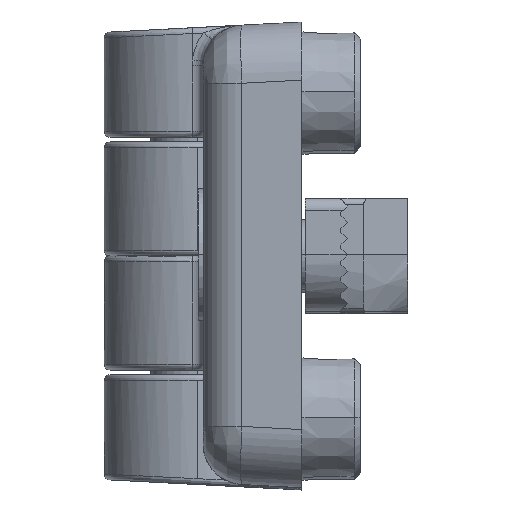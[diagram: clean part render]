
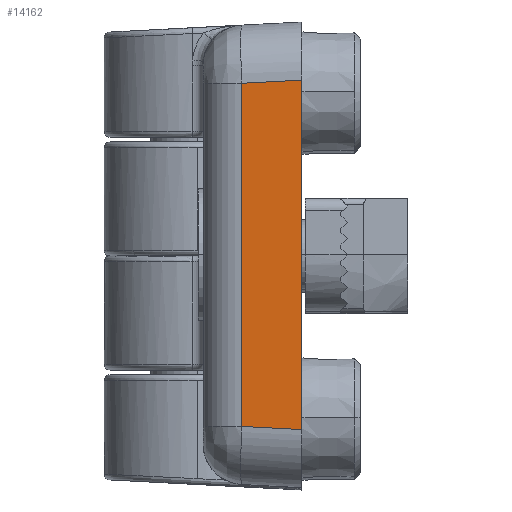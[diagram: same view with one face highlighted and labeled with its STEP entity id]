
A CAD part, left-side view. The second image highlights one B-rep face of the part: STEP entity #14162.
In plain terms, the highlighted planar face has unit normal (-0.999, 0.052, 0).
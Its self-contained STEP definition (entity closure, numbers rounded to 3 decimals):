
#467 = FACE_OUTER_BOUND ( 'NONE', #3542, .T. ) ;
#556 = CARTESIAN_POINT ( 'NONE',  ( -59.868, -6.475, -14.675 ) ) ;
#1182 = VERTEX_POINT ( 'NONE', #14506 ) ;
#3542 = EDGE_LOOP ( 'NONE', ( #22290, #19699, #23158, #11561 ) ) ;
#3675 = EDGE_CURVE ( 'NONE', #22772, #13676, #10442, .T. ) ;
#4822 = VERTEX_POINT ( 'NONE', #28604 ) ;
#6381 = LINE ( 'NONE', #25801, #22803 ) ;
#10442 = LINE ( 'NONE', #19531, #21926 ) ;
#10678 = EDGE_CURVE ( 'NONE', #4822, #1182, #6381, .T. ) ;
#11023 = PLANE ( 'NONE',  #15197 ) ;
#11561 = ORIENTED_EDGE ( 'NONE', *, *, #10678, .T. ) ;
#12306 = DIRECTION ( 'NONE',  ( 0.052, 0.997, 0.052 ) ) ;
#13274 = CARTESIAN_POINT ( 'NONE',  ( -60., -9., -19.8 ) ) ;
#13676 = VERTEX_POINT ( 'NONE', #17991 ) ;
#14162 = ADVANCED_FACE ( 'NONE', ( #467 ), #11023, .T. ) ;
#14506 = CARTESIAN_POINT ( 'NONE',  ( -60., -9., 15.207 ) ) ;
#15197 = AXIS2_PLACEMENT_3D ( 'NONE', #13274, #27288, #25059 ) ;
#17991 = CARTESIAN_POINT ( 'NONE',  ( -59.728, -3.817, 14.935 ) ) ;
#18280 = DIRECTION ( 'NONE',  ( 0.052, 0.997, -0.052 ) ) ;
#19237 = LINE ( 'NONE', #556, #28284 ) ;
#19476 = VECTOR ( 'NONE', #18280, 1000. ) ;
#19531 = CARTESIAN_POINT ( 'NONE',  ( -59.728, -3.817, -19.8 ) ) ;
#19699 = ORIENTED_EDGE ( 'NONE', *, *, #3675, .F. ) ;
#21926 = VECTOR ( 'NONE', #26946, 1000. ) ;
#22290 = ORIENTED_EDGE ( 'NONE', *, *, #27592, .T. ) ;
#22772 = VERTEX_POINT ( 'NONE', #26647 ) ;
#22803 = VECTOR ( 'NONE', #28019, 1000. ) ;
#23158 = ORIENTED_EDGE ( 'NONE', *, *, #25840, .F. ) ;
#24897 = CARTESIAN_POINT ( 'NONE',  ( -60., -9., 15.207 ) ) ;
#25059 = DIRECTION ( 'NONE',  ( -0.052, -0.999, 0. ) ) ;
#25417 = LINE ( 'NONE', #24897, #19476 ) ;
#25801 = CARTESIAN_POINT ( 'NONE',  ( -60., -9., -19.8 ) ) ;
#25840 = EDGE_CURVE ( 'NONE', #4822, #22772, #19237, .T. ) ;
#26647 = CARTESIAN_POINT ( 'NONE',  ( -59.728, -3.817, -14.535 ) ) ;
#26946 = DIRECTION ( 'NONE',  ( 0., 0., 1. ) ) ;
#27288 = DIRECTION ( 'NONE',  ( -0.999, 0.052, 0. ) ) ;
#27592 = EDGE_CURVE ( 'NONE', #1182, #13676, #25417, .T. ) ;
#28019 = DIRECTION ( 'NONE',  ( 0., 0., 1. ) ) ;
#28284 = VECTOR ( 'NONE', #12306, 1000. ) ;
#28604 = CARTESIAN_POINT ( 'NONE',  ( -60., -9., -14.807 ) ) ;
